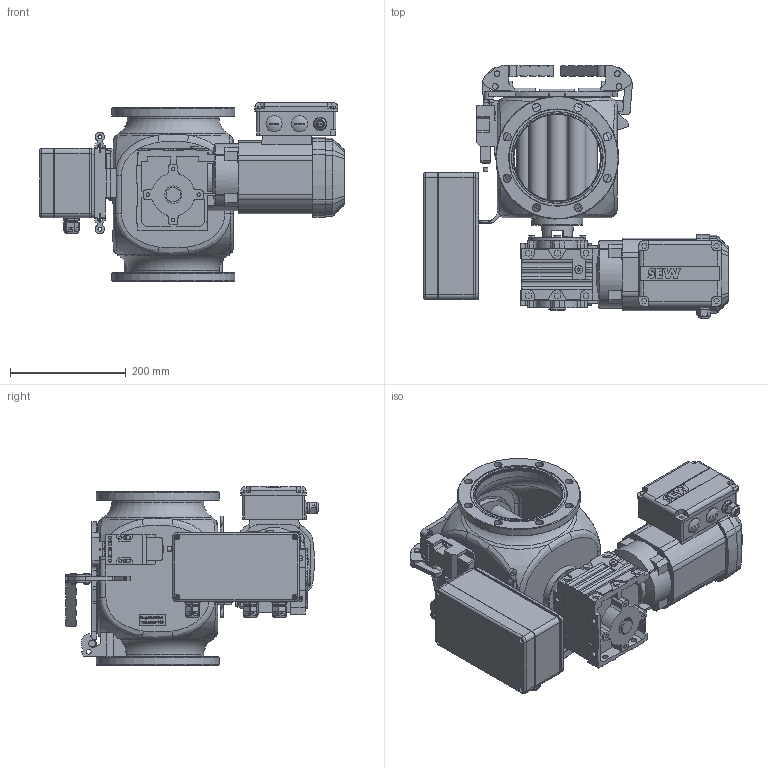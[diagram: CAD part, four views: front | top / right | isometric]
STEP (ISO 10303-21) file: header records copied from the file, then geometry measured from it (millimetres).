
FILE_DESCRIPTION(/* description */ (''),/* implementation_level */ '2;1');
FILE_NAME(/* name */ 'E0160840 Customer.stp',/* time_stamp */ '2023-08-08T14:40:43+02:00',/* author */ ('CR'),/* organization */ (''),/* preprocessor_version */ 'ST-DEVELOPER v18.1',/* originating_system */ 'Autodesk Inventor 2021',/* authorisation */ '');
FILE_SCHEMA (('AUTOMOTIVE_DESIGN { 1 0 10303 214 3 1 1 }'));
Products named in the file (1): Part6
Bounding box: 528 x 439.64 x 309 mm (x, y, z)
Volume: 8607281.2 mm3; surface area: 1556170.4 mm2
Topology: 5 solids, 16 shells, 3160 faces, 8566 edges, 5551 vertices
Faces by surface type: plane 1635, cylinder 930, bspline 257, cone 198, torus 120, sphere 20
Full cylindrical faces by diameter (mm): 2.5 x1, 3.242 x1, 4 x1, 4.134 x12, 4.917 x1, 5 x10, 5.459 x4, 5.5 x10, 6 x25, 6.5 x6, 7 x4, 8 x10, 8.2 x2, 8.249 x1, 8.566 x1, 8.7 x4, 9 x8, 10 x13, 11 x5, 12 x9, 12.075 x5, 13.5 x10, 14 x17, 15 x5, 16 x1, 18 x1, 20 x4, 21 x1, 22 x6, 23 x1
Entity records: 107277 total; most frequent: CARTESIAN_POINT 27082, ORIENTED_EDGE 17088, DIRECTION 16466, EDGE_CURVE 8544, AXIS2_PLACEMENT_3D 5786, VERTEX_POINT 5551, LINE 4894, VECTOR 4894
